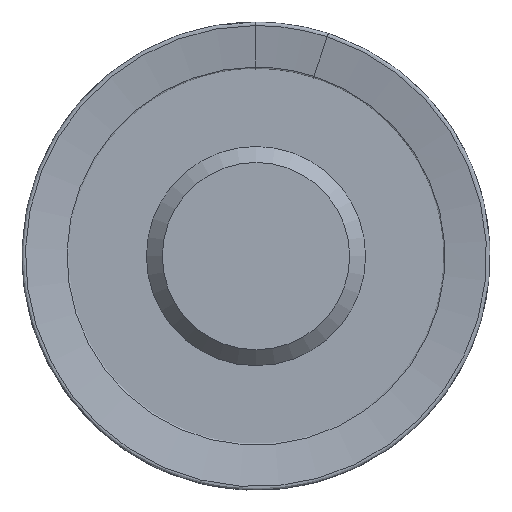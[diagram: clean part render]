
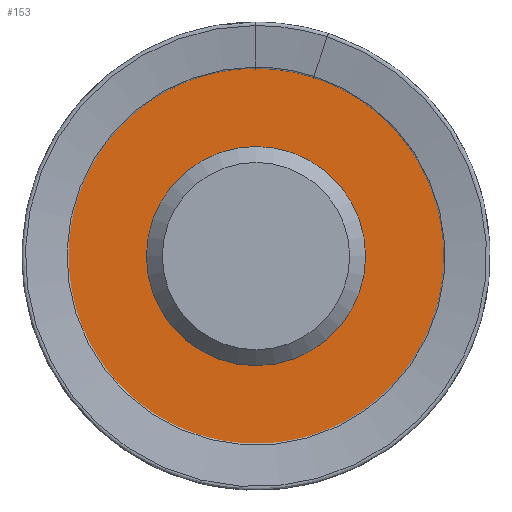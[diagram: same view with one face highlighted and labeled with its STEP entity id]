
A CAD part, left-side view. The second image highlights one B-rep face of the part: STEP entity #153.
In plain terms, the highlighted planar face has unit normal (-1, 0, 0).
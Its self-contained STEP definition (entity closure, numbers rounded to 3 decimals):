
#143=PLANE('',#587);
#153=ADVANCED_FACE('',(#196,#197),#143,.F.);
#196=FACE_BOUND('',#214,.T.);
#197=FACE_BOUND('',#215,.T.);
#214=EDGE_LOOP('',(#262));
#215=EDGE_LOOP('',(#263));
#262=ORIENTED_EDGE('',*,*,#455,.F.);
#263=ORIENTED_EDGE('',*,*,#454,.T.);
#408=VERTEX_POINT('',#797);
#409=VERTEX_POINT('',#800);
#454=EDGE_CURVE('',#408,#408,#528,.T.);
#455=EDGE_CURVE('',#409,#409,#529,.T.);
#528=CIRCLE('',#584,51.75);
#529=CIRCLE('',#586,29.25);
#584=AXIS2_PLACEMENT_3D('',#796,#654,#655);
#586=AXIS2_PLACEMENT_3D('',#799,#658,#659);
#587=AXIS2_PLACEMENT_3D('',#801,#660,#661);
#654=DIRECTION('',(-1.,0.,0.));
#655=DIRECTION('',(0.,0.,1.));
#658=DIRECTION('',(-1.,0.,0.));
#659=DIRECTION('',(0.,0.,1.));
#660=DIRECTION('',(1.,0.,0.));
#661=DIRECTION('',(0.,0.,-1.));
#796=CARTESIAN_POINT('',(2.25,0.,0.));
#797=CARTESIAN_POINT('',(2.25,0.,51.75));
#799=CARTESIAN_POINT('',(2.25,0.,0.));
#800=CARTESIAN_POINT('',(2.25,0.,29.25));
#801=CARTESIAN_POINT('',(2.25,29.25,0.));
